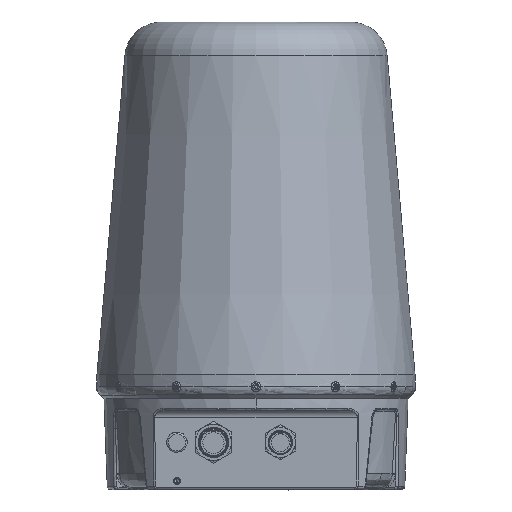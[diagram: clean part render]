
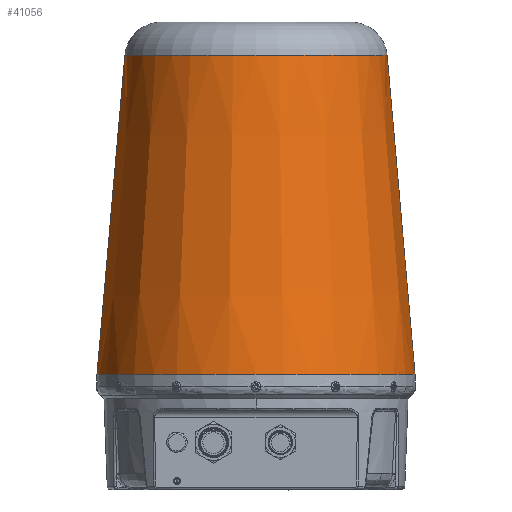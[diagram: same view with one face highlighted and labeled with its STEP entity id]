
A CAD part, top view. The second image highlights one B-rep face of the part: STEP entity #41056.
In plain terms, the highlighted conical face has half-angle 5 degrees and reference radius 107.854 mm.
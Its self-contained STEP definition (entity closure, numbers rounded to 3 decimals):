
#4344 = DIRECTION ( 'NONE',  ( 0., 1., 0. ) ) ;
#4577 = CONICAL_SURFACE ( 'NONE', #45776, 107.854, 0.087 ) ;
#5428 = DIRECTION ( 'NONE',  ( 0.087, -0.996, 0. ) ) ;
#7524 = CIRCLE ( 'NONE', #57165, 107.854 ) ;
#7587 = DIRECTION ( 'NONE',  ( -0.087, -0.996, 0. ) ) ;
#10978 = CARTESIAN_POINT ( 'NONE',  ( 0., 20.336, 0. ) ) ;
#12888 = DIRECTION ( 'NONE',  ( 0., -1., 0. ) ) ;
#13473 = VERTEX_POINT ( 'NONE', #84541 ) ;
#14845 = EDGE_CURVE ( 'NONE', #51492, #72307, #20488, .T. ) ;
#15648 = CARTESIAN_POINT ( 'NONE',  ( 107.854, 282.615, 0. ) ) ;
#19993 = FACE_OUTER_BOUND ( 'NONE', #81360, .T. ) ;
#20488 = LINE ( 'NONE', #40942, #48032 ) ;
#21805 = LINE ( 'NONE', #41392, #54205 ) ;
#30269 = DIRECTION ( 'NONE',  ( 0., 1., 0. ) ) ;
#31464 = DIRECTION ( 'NONE',  ( -1., 0., 0. ) ) ;
#35074 = CARTESIAN_POINT ( 'NONE',  ( 0., 282.615, 0. ) ) ;
#39819 = ORIENTED_EDGE ( 'NONE', *, *, #14845, .F. ) ;
#40942 = CARTESIAN_POINT ( 'NONE',  ( 107.854, 282.615, 0. ) ) ;
#41056 = ADVANCED_FACE ( 'NONE', ( #19993 ), #4577, .T. ) ;
#41392 = CARTESIAN_POINT ( 'NONE',  ( -107.854, 282.615, 0. ) ) ;
#42314 = ORIENTED_EDGE ( 'NONE', *, *, #44356, .T. ) ;
#44356 = EDGE_CURVE ( 'NONE', #80666, #13473, #21805, .T. ) ;
#45776 = AXIS2_PLACEMENT_3D ( 'NONE', #35074, #12888, #74493 ) ;
#46655 = AXIS2_PLACEMENT_3D ( 'NONE', #10978, #4344, #31464 ) ;
#48032 = VECTOR ( 'NONE', #5428, 1000. ) ;
#48955 = CARTESIAN_POINT ( 'NONE',  ( 0., 282.615, 0. ) ) ;
#50956 = ORIENTED_EDGE ( 'NONE', *, *, #81797, .T. ) ;
#51492 = VERTEX_POINT ( 'NONE', #15648 ) ;
#54205 = VECTOR ( 'NONE', #7587, 1000. ) ;
#57165 = AXIS2_PLACEMENT_3D ( 'NONE', #48955, #30269, #57341 ) ;
#57341 = DIRECTION ( 'NONE',  ( -1., 0., 0. ) ) ;
#59089 = CARTESIAN_POINT ( 'NONE',  ( 130.8, 20.336, 0. ) ) ;
#72307 = VERTEX_POINT ( 'NONE', #59089 ) ;
#73126 = EDGE_CURVE ( 'NONE', #80666, #51492, #7524, .T. ) ;
#73680 = ORIENTED_EDGE ( 'NONE', *, *, #73126, .F. ) ;
#74493 = DIRECTION ( 'NONE',  ( 1., 0., 0. ) ) ;
#80666 = VERTEX_POINT ( 'NONE', #82304 ) ;
#81360 = EDGE_LOOP ( 'NONE', ( #73680, #42314, #50956, #39819 ) ) ;
#81797 = EDGE_CURVE ( 'NONE', #13473, #72307, #84843, .T. ) ;
#82304 = CARTESIAN_POINT ( 'NONE',  ( -107.854, 282.615, 0. ) ) ;
#84541 = CARTESIAN_POINT ( 'NONE',  ( -130.8, 20.336, 0. ) ) ;
#84843 = CIRCLE ( 'NONE', #46655, 130.8 ) ;
